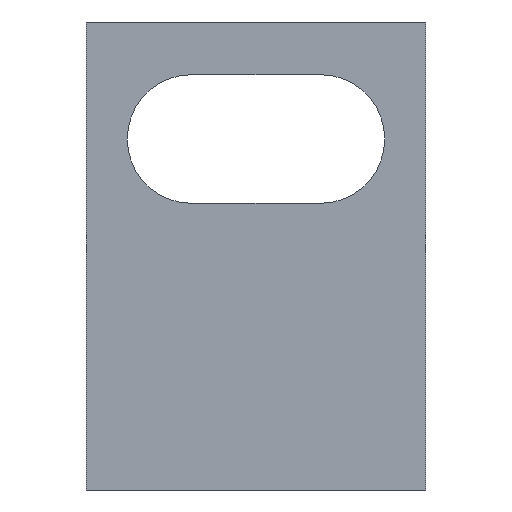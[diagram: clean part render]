
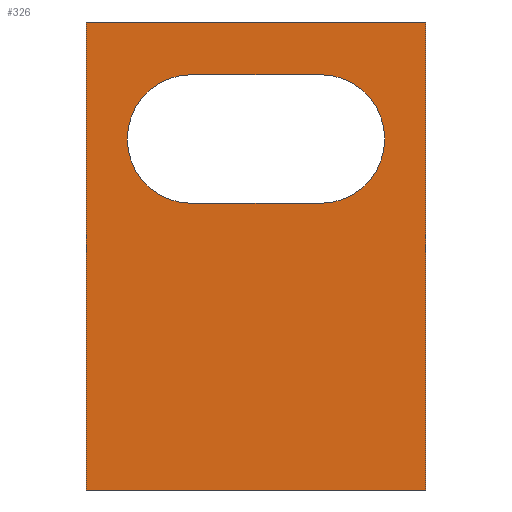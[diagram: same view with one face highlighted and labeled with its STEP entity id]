
A CAD part, front view. The second image highlights one B-rep face of the part: STEP entity #326.
In plain terms, the highlighted planar face has unit normal (0, -1, 0).
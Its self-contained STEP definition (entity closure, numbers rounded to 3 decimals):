
#14=FACE_BOUND($,#56,.T.);
#15=FACE_BOUND($,#57,.T.);
#26=PLANE($,#353);
#56=EDGE_LOOP($,(#260,#261,#262,#263));
#57=EDGE_LOOP($,(#264,#265,#266,#267));
#66=LINE($,#454,#100);
#70=LINE($,#465,#104);
#76=LINE($,#479,#110);
#90=LINE($,#513,#124);
#91=LINE($,#516,#125);
#92=LINE($,#517,#126);
#100=VECTOR($,#370,5.5);
#104=VECTOR($,#382,5.5);
#110=VECTOR($,#392,14.5);
#124=VECTOR($,#424,20.);
#125=VECTOR($,#427,14.5);
#126=VECTOR($,#428,20.);
#132=CIRCLE($,#335,2.75);
#134=CIRCLE($,#339,2.75);
#140=VERTEX_POINT($,#444);
#141=VERTEX_POINT($,#445);
#144=VERTEX_POINT($,#453);
#146=VERTEX_POINT($,#459);
#152=VERTEX_POINT($,#477);
#153=VERTEX_POINT($,#478);
#163=VERTEX_POINT($,#508);
#165=VERTEX_POINT($,#515);
#168=EDGE_CURVE($,#140,#141,#132,.T.);
#172=EDGE_CURVE($,#141,#144,#66,.T.);
#175=EDGE_CURVE($,#144,#146,#134,.T.);
#178=EDGE_CURVE($,#146,#140,#70,.T.);
#184=EDGE_CURVE($,#152,#153,#76,.T.);
#202=EDGE_CURVE($,#163,#153,#90,.T.);
#203=EDGE_CURVE($,#163,#165,#91,.T.);
#204=EDGE_CURVE($,#165,#152,#92,.T.);
#260=ORIENTED_EDGE($,*,*,#168,.T.);
#261=ORIENTED_EDGE($,*,*,#172,.T.);
#262=ORIENTED_EDGE($,*,*,#175,.T.);
#263=ORIENTED_EDGE($,*,*,#178,.T.);
#264=ORIENTED_EDGE($,*,*,#203,.F.);
#265=ORIENTED_EDGE($,*,*,#202,.T.);
#266=ORIENTED_EDGE($,*,*,#184,.F.);
#267=ORIENTED_EDGE($,*,*,#204,.F.);
#326=ADVANCED_FACE($,(#14,#15),#26,.T.);
#335=AXIS2_PLACEMENT_3D($,#446,#362,#363);
#339=AXIS2_PLACEMENT_3D($,#460,#375,#376);
#353=AXIS2_PLACEMENT_3D($,#514,#425,#426);
#362=DIRECTION('center_axis',(0.,1.,0.));
#363=DIRECTION('ref_axis',(0.,0.,
-1.));
#370=DIRECTION($,(1.,0.,0.));
#375=DIRECTION('center_axis',(0.,1.,0.));
#376=DIRECTION('ref_axis',(0.,0.,
1.));
#382=DIRECTION($,(-1.,0.,0.));
#392=DIRECTION($,(1.,0.,0.));
#424=DIRECTION($,(0.,0.,1.));
#425=DIRECTION('center_axis',(0.,-1.,0.));
#426=DIRECTION('ref_axis',(1.,0.,0.));
#427=DIRECTION($,(-1.,0.,0.));
#428=DIRECTION($,(0.,0.,1.));
#444=CARTESIAN_POINT('',(-2.75,-10.,12.25));
#445=CARTESIAN_POINT('',(-2.75,-10.,17.75));
#446=CARTESIAN_POINT('Origin',(-2.75,-10.,15.));
#453=CARTESIAN_POINT('',(2.75,-10.,17.75));
#454=CARTESIAN_POINT($,(-2.25,-10.,17.75));
#459=CARTESIAN_POINT('',(2.75,-10.,12.25));
#460=CARTESIAN_POINT('Origin',(2.75,-10.,15.));
#465=CARTESIAN_POINT($,(-5.,-10.,12.25));
#477=CARTESIAN_POINT('',(-7.25,-10.,20.));
#478=CARTESIAN_POINT('',(7.25,-10.,20.));
#479=CARTESIAN_POINT($,(-7.25,-10.,20.));
#508=CARTESIAN_POINT('',(7.25,-10.,0.));
#513=CARTESIAN_POINT($,(7.25,-10.,0.));
#514=CARTESIAN_POINT('Origin',(-7.25,-10.,0.));
#515=CARTESIAN_POINT('',(-7.25,-10.,0.));
#516=CARTESIAN_POINT($,(7.25,-10.,0.));
#517=CARTESIAN_POINT($,(-7.25,-10.,0.));
